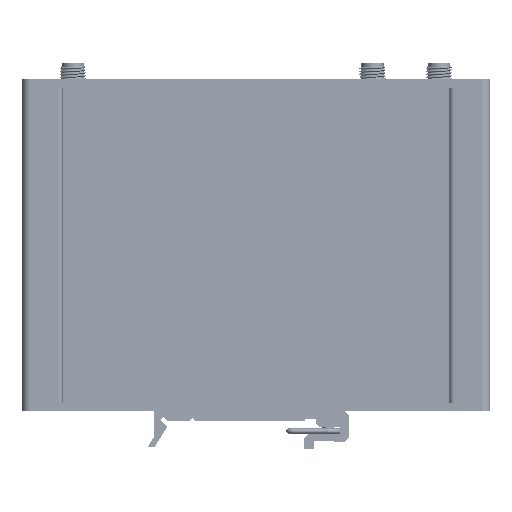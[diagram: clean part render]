
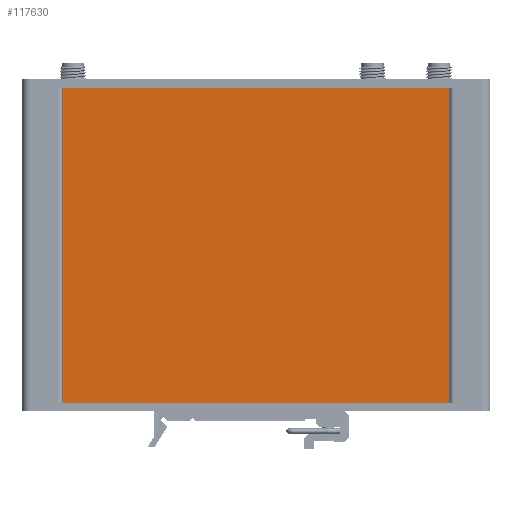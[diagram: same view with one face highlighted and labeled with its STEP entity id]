
A CAD part, front view. The second image highlights one B-rep face of the part: STEP entity #117630.
In plain terms, the highlighted planar face has unit normal (0, -1, 0).
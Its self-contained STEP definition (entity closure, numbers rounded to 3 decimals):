
#1927 = EDGE_CURVE ( 'NONE', #237591, #218898, #198268, .T. ) ;
#18587 = CARTESIAN_POINT ( 'NONE',  ( -46.8, -20., 76.3 ) ) ;
#35915 = DIRECTION ( 'NONE',  ( 0., 0., 1. ) ) ;
#41254 = CARTESIAN_POINT ( 'NONE',  ( 46.8, -20., 76.3 ) ) ;
#45627 = EDGE_CURVE ( 'NONE', #218898, #79562, #72655, .T. ) ;
#54310 = EDGE_LOOP ( 'NONE', ( #296023, #291244, #299942, #259661 ) ) ;
#70655 = VERTEX_POINT ( 'NONE', #229706 ) ;
#72655 = LINE ( 'NONE', #191554, #310656 ) ;
#76409 = CARTESIAN_POINT ( 'NONE',  ( -46.8, -20., 0. ) ) ;
#79562 = VERTEX_POINT ( 'NONE', #100597 ) ;
#99270 = LINE ( 'NONE', #76409, #197485 ) ;
#100597 = CARTESIAN_POINT ( 'NONE',  ( 46.8, -20., 0. ) ) ;
#108623 = CARTESIAN_POINT ( 'NONE',  ( -46.8, -20., 76.3 ) ) ;
#109402 = FACE_OUTER_BOUND ( 'NONE', #54310, .T. ) ;
#117630 = ADVANCED_FACE ( 'NONE', ( #109402 ), #274478, .F. ) ;
#142318 = EDGE_CURVE ( 'NONE', #70655, #79562, #99270, .T. ) ;
#150124 = DIRECTION ( 'NONE',  ( 1., 0., 0. ) ) ;
#187508 = DIRECTION ( 'NONE',  ( 1., 0., 0. ) ) ;
#191554 = CARTESIAN_POINT ( 'NONE',  ( 46.8, -20., 76.3 ) ) ;
#193674 = DIRECTION ( 'NONE',  ( 0., 0., -1. ) ) ;
#197485 = VECTOR ( 'NONE', #150124, 1000. ) ;
#198268 = LINE ( 'NONE', #18587, #266139 ) ;
#209930 = CARTESIAN_POINT ( 'NONE',  ( -46.8, -20., 76.3 ) ) ;
#218898 = VERTEX_POINT ( 'NONE', #41254 ) ;
#222081 = DIRECTION ( 'NONE',  ( 0., 0., -1. ) ) ;
#222327 = AXIS2_PLACEMENT_3D ( 'NONE', #108623, #252278, #35915 ) ;
#229706 = CARTESIAN_POINT ( 'NONE',  ( -46.8, -20., 0. ) ) ;
#237591 = VERTEX_POINT ( 'NONE', #209930 ) ;
#241867 = VECTOR ( 'NONE', #222081, 1000. ) ;
#252278 = DIRECTION ( 'NONE',  ( 0., 1., 0. ) ) ;
#259661 = ORIENTED_EDGE ( 'NONE', *, *, #284228, .T. ) ;
#266139 = VECTOR ( 'NONE', #187508, 1000. ) ;
#274478 = PLANE ( 'NONE',  #222327 ) ;
#284228 = EDGE_CURVE ( 'NONE', #237591, #70655, #294574, .T. ) ;
#291244 = ORIENTED_EDGE ( 'NONE', *, *, #45627, .F. ) ;
#292801 = CARTESIAN_POINT ( 'NONE',  ( -46.8, -20., 76.3 ) ) ;
#294574 = LINE ( 'NONE', #292801, #241867 ) ;
#296023 = ORIENTED_EDGE ( 'NONE', *, *, #142318, .T. ) ;
#299942 = ORIENTED_EDGE ( 'NONE', *, *, #1927, .F. ) ;
#310656 = VECTOR ( 'NONE', #193674, 1000. ) ;
